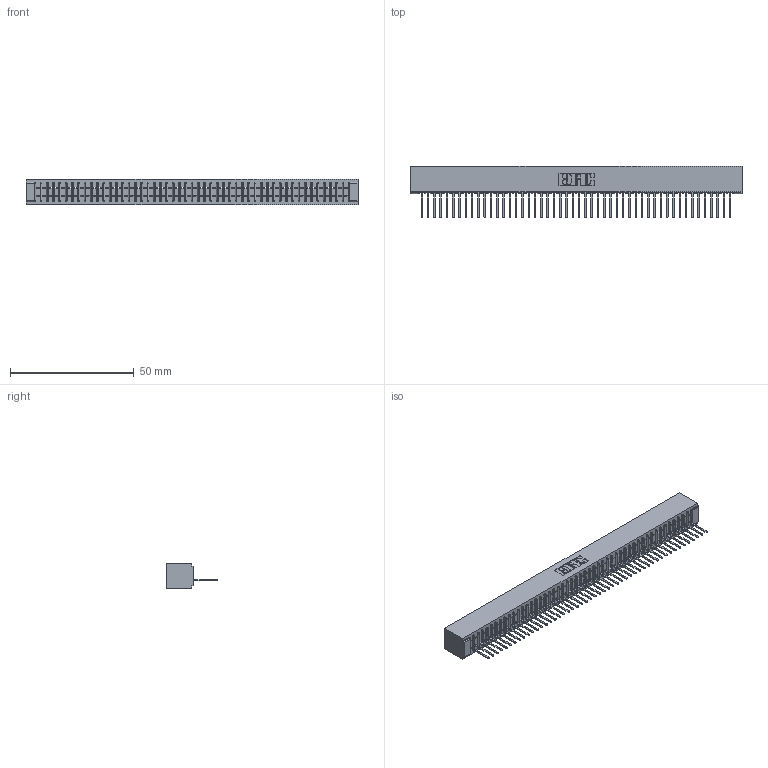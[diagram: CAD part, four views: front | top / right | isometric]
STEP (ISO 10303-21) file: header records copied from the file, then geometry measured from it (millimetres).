
FILE_DESCRIPTION (( 'STEP AP203' ), '1' );
FILE_NAME ('341-050-522-101.STEP', '2018-08-07T12:28:55', ( '' ), ( '' ), 'SwSTEP 2.0', 'SolidWorks 2016', '' );
FILE_SCHEMA (( 'CONFIG_CONTROL_DESIGN' ));
Length unit declared in the file: inch
Products named in the file (3): 341 Part_No Mounting Lugs; 341-292-001_341-292-122; 341-050-522-101
Assembly tree (51 placements, depth 2):
  341-050-522-101
    341 Part_No Mounting Lugs
    341-292-001_341-292-122  x50
Bounding box: 133.99 x 20.62 x 10.16 mm (x, y, z)
Volume: 9847.7 mm3; surface area: 16353.8 mm2
Topology: 51 solids, 51 shells, 4208 faces, 12142 edges, 7790 vertices
Faces by surface type: plane 2614, cylinder 1394, sphere 102, torus 98
Entity records: 57567 total; most frequent: CARTESIAN_POINT 9784, ORIENTED_EDGE 9772, DIRECTION 9436, EDGE_CURVE 4886, VECTOR 3960, LINE 3960, VERTEX_POINT 3086, AXIS2_PLACEMENT_3D 2738
